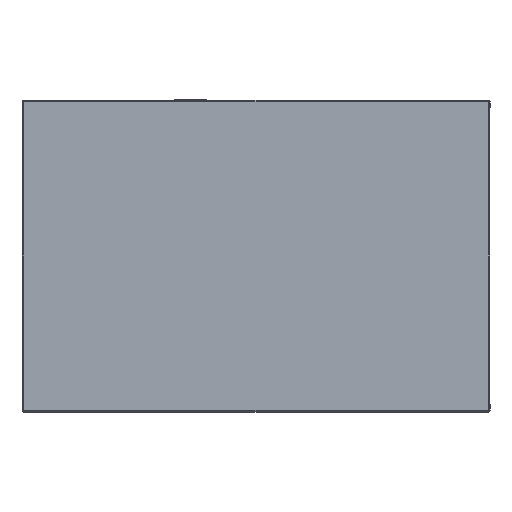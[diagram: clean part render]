
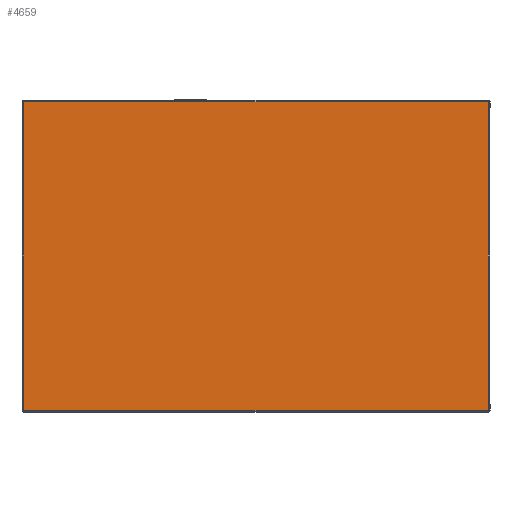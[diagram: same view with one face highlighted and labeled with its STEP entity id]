
A CAD part, left-side view. The second image highlights one B-rep face of the part: STEP entity #4659.
In plain terms, the highlighted planar face has unit normal (-1, 0, 0).
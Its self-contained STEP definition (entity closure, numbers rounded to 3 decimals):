
#261 = EDGE_CURVE ( 'NONE', #5441, #3311, #5212, .T. ) ;
#425 = LINE ( 'NONE', #4669, #3735 ) ;
#440 = CARTESIAN_POINT ( 'NONE',  ( -1., -0.6, 0.005 ) ) ;
#536 = CARTESIAN_POINT ( 'NONE',  ( -1., -0.595, 0.005 ) ) ;
#1296 = DIRECTION ( 'NONE',  ( 0., -1., 0. ) ) ;
#1331 = CARTESIAN_POINT ( 'NONE',  ( -1., -0.595, 0.795 ) ) ;
#1402 = ORIENTED_EDGE ( 'NONE', *, *, #261, .T. ) ;
#1606 = CARTESIAN_POINT ( 'NONE',  ( -1., 0.595, 0.795 ) ) ;
#1663 = PLANE ( 'NONE',  #3338 ) ;
#1822 = VECTOR ( 'NONE', #1296, 1000. ) ;
#1841 = CARTESIAN_POINT ( 'NONE',  ( -1., 0.595, 0.02 ) ) ;
#2052 = CARTESIAN_POINT ( 'NONE',  ( -1., 0.595, 0.005 ) ) ;
#2080 = EDGE_CURVE ( 'NONE', #4547, #5106, #3598, .T. ) ;
#2123 = DIRECTION ( 'NONE',  ( 1., 0., 0. ) ) ;
#2134 = EDGE_LOOP ( 'NONE', ( #4408, #2147, #4879, #1402 ) ) ;
#2147 = ORIENTED_EDGE ( 'NONE', *, *, #2080, .T. ) ;
#3311 = VERTEX_POINT ( 'NONE', #1331 ) ;
#3338 = AXIS2_PLACEMENT_3D ( 'NONE', #4756, #2123, #5191 ) ;
#3420 = VECTOR ( 'NONE', #4619, 1000. ) ;
#3471 = VECTOR ( 'NONE', #4021, 1000. ) ;
#3598 = LINE ( 'NONE', #1841, #3471 ) ;
#3718 = CARTESIAN_POINT ( 'NONE',  ( -1., -0.595, 0.02 ) ) ;
#3735 = VECTOR ( 'NONE', #5126, 1000. ) ;
#4021 = DIRECTION ( 'NONE',  ( 0., 0., -1. ) ) ;
#4123 = EDGE_CURVE ( 'NONE', #5106, #5441, #5188, .T. ) ;
#4408 = ORIENTED_EDGE ( 'NONE', *, *, #5092, .T. ) ;
#4547 = VERTEX_POINT ( 'NONE', #1606 ) ;
#4619 = DIRECTION ( 'NONE',  ( 0., 0., 1. ) ) ;
#4659 = ADVANCED_FACE ( 'NONE', ( #5047 ), #1663, .F. ) ;
#4669 = CARTESIAN_POINT ( 'NONE',  ( -1., -0.6, 0.795 ) ) ;
#4756 = CARTESIAN_POINT ( 'NONE',  ( -1., -0.6, 0.02 ) ) ;
#4879 = ORIENTED_EDGE ( 'NONE', *, *, #4123, .T. ) ;
#5047 = FACE_OUTER_BOUND ( 'NONE', #2134, .T. ) ;
#5092 = EDGE_CURVE ( 'NONE', #3311, #4547, #425, .T. ) ;
#5106 = VERTEX_POINT ( 'NONE', #2052 ) ;
#5126 = DIRECTION ( 'NONE',  ( 0., 1., 0. ) ) ;
#5188 = LINE ( 'NONE', #440, #1822 ) ;
#5191 = DIRECTION ( 'NONE',  ( 0., 0., -1. ) ) ;
#5212 = LINE ( 'NONE', #3718, #3420 ) ;
#5441 = VERTEX_POINT ( 'NONE', #536 ) ;
